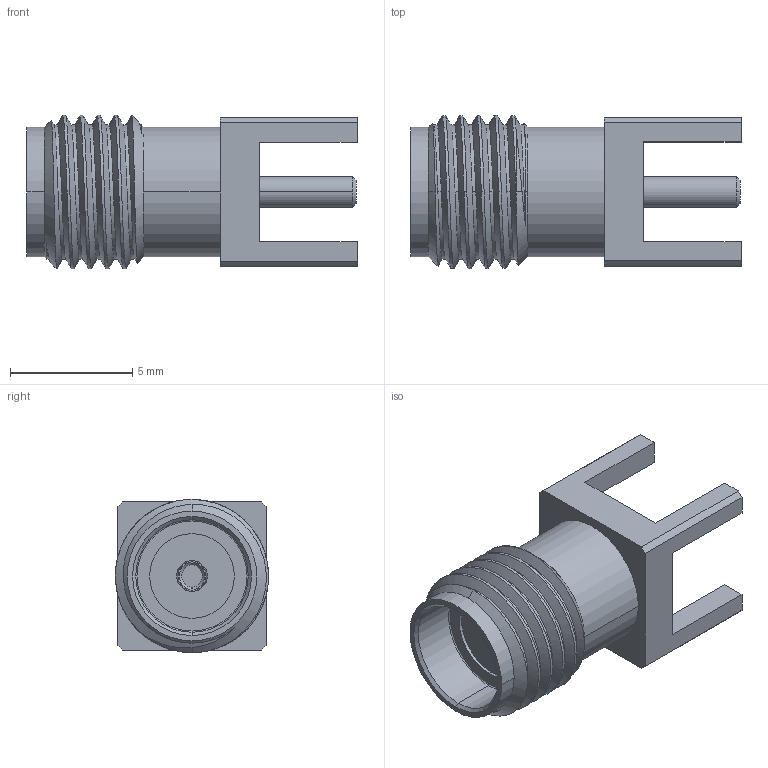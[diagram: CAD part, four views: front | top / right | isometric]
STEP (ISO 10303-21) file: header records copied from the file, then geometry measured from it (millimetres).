
FILE_DESCRIPTION((''),'2;1');
FILE_NAME('732513140','2016-11-17T',('rlalsangi'),(''),'PRO/ENGINEER BY PARAMETRIC TECHNOLOGY CORPORATION, 2012310','PRO/ENGINEER BY PARAMETRIC TECHNOLOGY CORPORATION, 2012310','');
FILE_SCHEMA(('CONFIG_CONTROL_DESIGN'));
Length unit declared in the file: millimetre
Products named in the file (1): 732513140
Bounding box: 13.5 x 6.26 x 6.26 mm (x, y, z)
Volume: 233.9 mm3; surface area: 430.3 mm2
Topology: 1 solids, 1 shells, 92 faces, 252 edges, 168 vertices
Faces by surface type: cylinder 44, plane 30, cone 14, torus 2, bspline 2
Entity records: 5732 total; most frequent: CARTESIAN_POINT 3411, ORIENTED_EDGE 484, DIRECTION 448, EDGE_CURVE 242, AXIS2_PLACEMENT_3D 167, VERTEX_POINT 158, VECTOR 114, LINE 114
